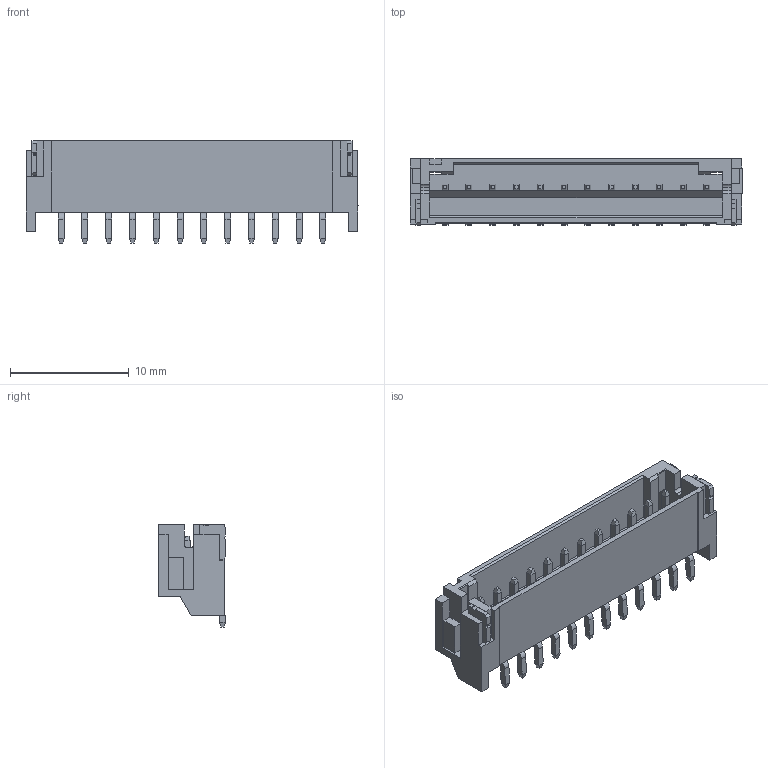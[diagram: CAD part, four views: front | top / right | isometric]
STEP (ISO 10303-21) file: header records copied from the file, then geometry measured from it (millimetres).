
FILE_DESCRIPTION (( 'STEP AP214' ), '1' );
FILE_NAME ('SxBwhite12.STEP', '2023-10-23T15:29:20', ( '' ), ( '' ), 'SwSTEP 2.0', 'SolidWorks 2021', '' );
FILE_SCHEMA (( 'AUTOMOTIVE_DESIGN' ));
Length unit declared in the file: millimetre
Products named in the file (2): SxB-PH-SM4-TB white_12; SxBwhite12
Assembly tree (1 placements, depth 2):
  SxBwhite12
    SxB-PH-SM4-TB white_12
Bounding box: 27.9 x 5.6 x 8.6 mm (x, y, z)
Volume: 441.7 mm3; surface area: 1347.7 mm2
Topology: 15 solids, 15 shells, 416 faces, 1072 edges, 682 vertices
Faces by surface type: plane 376, cylinder 40
Entity records: 12580 total; most frequent: CARTESIAN_POINT 2174, ORIENTED_EDGE 2144, DIRECTION 1992, EDGE_CURVE 1072, LINE 992, VECTOR 992, VERTEX_POINT 682, AXIS2_PLACEMENT_3D 500
